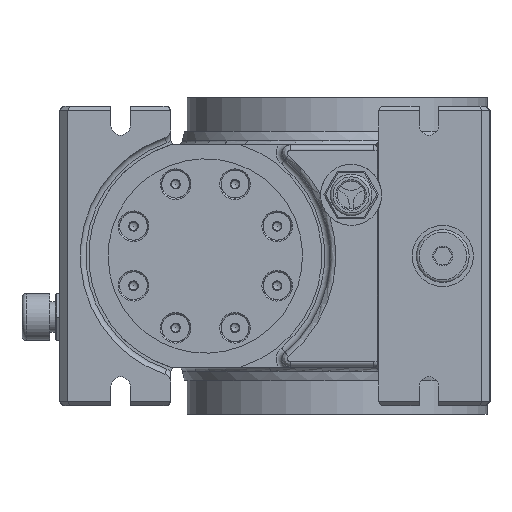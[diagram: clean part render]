
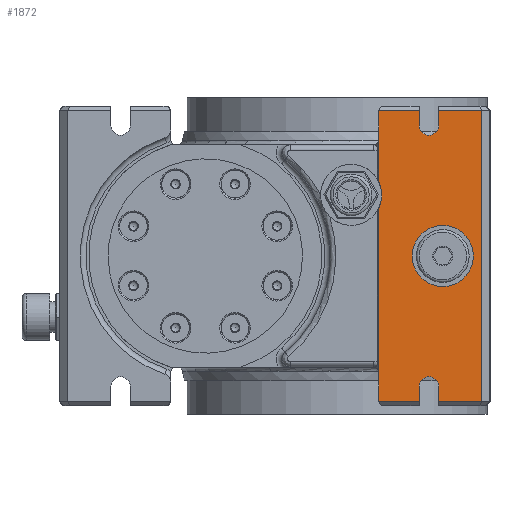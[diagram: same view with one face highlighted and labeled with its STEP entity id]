
A CAD part, left-side view. The second image highlights one B-rep face of the part: STEP entity #1872.
In plain terms, the highlighted planar face has unit normal (-1, 0, 0).
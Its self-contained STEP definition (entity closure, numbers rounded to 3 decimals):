
#1872 = ADVANCED_FACE( '', ( #4806, #4807 ), #4808, .T. );
#4806 = FACE_OUTER_BOUND( '', #9506, .T. );
#4807 = FACE_BOUND( '', #9507, .T. );
#4808 = PLANE( '', #9508 );
#9506 = EDGE_LOOP( '', ( #16986, #16987, #16988, #16989, #16990, #16991, #16992, #16993, #16994, #16995, #16996, #16997, #16998, #16999, #17000, #17001, #17002, #17003 ) );
#9507 = EDGE_LOOP( '', ( #17004 ) );
#9508 = AXIS2_PLACEMENT_3D( '', #17005, #17006, #17007 );
#16986 = ORIENTED_EDGE( '', *, *, #26340, .T. );
#16987 = ORIENTED_EDGE( '', *, *, #26341, .F. );
#16988 = ORIENTED_EDGE( '', *, *, #26342, .T. );
#16989 = ORIENTED_EDGE( '', *, *, #26343, .F. );
#16990 = ORIENTED_EDGE( '', *, *, #26344, .F. );
#16991 = ORIENTED_EDGE( '', *, *, #26345, .F. );
#16992 = ORIENTED_EDGE( '', *, *, #26346, .T. );
#16993 = ORIENTED_EDGE( '', *, *, #26347, .T. );
#16994 = ORIENTED_EDGE( '', *, *, #26348, .F. );
#16995 = ORIENTED_EDGE( '', *, *, #26349, .T. );
#16996 = ORIENTED_EDGE( '', *, *, #26350, .T. );
#16997 = ORIENTED_EDGE( '', *, *, #26351, .T. );
#16998 = ORIENTED_EDGE( '', *, *, #26352, .F. );
#16999 = ORIENTED_EDGE( '', *, *, #26353, .T. );
#17000 = ORIENTED_EDGE( '', *, *, #26354, .F. );
#17001 = ORIENTED_EDGE( '', *, *, #25393, .T. );
#17002 = ORIENTED_EDGE( '', *, *, #26142, .F. );
#17003 = ORIENTED_EDGE( '', *, *, #26355, .T. );
#17004 = ORIENTED_EDGE( '', *, *, #26356, .F. );
#17005 = CARTESIAN_POINT( '', ( 562.897, 217.994, -40. ) );
#17006 = DIRECTION( '', ( -1., 0., 0. ) );
#17007 = DIRECTION( '', ( 0., 0., 1. ) );
#25393 = EDGE_CURVE( '', #29701, #29699, #29702, .T. );
#26142 = EDGE_CURVE( '', #30949, #29699, #30951, .T. );
#26340 = EDGE_CURVE( '', #31283, #31284, #31285, .T. );
#26341 = EDGE_CURVE( '', #31286, #31284, #31287, .T. );
#26342 = EDGE_CURVE( '', #31286, #31288, #31289, .T. );
#26343 = EDGE_CURVE( '', #31290, #31288, #31291, .T. );
#26344 = EDGE_CURVE( '', #31292, #31290, #31293, .T. );
#26345 = EDGE_CURVE( '', #31294, #31292, #31295, .T. );
#26346 = EDGE_CURVE( '', #31294, #31296, #31297, .T. );
#26347 = EDGE_CURVE( '', #31296, #31298, #31299, .T. );
#26348 = EDGE_CURVE( '', #31300, #31298, #31301, .T. );
#26349 = EDGE_CURVE( '', #31300, #31302, #31303, .T. );
#26350 = EDGE_CURVE( '', #31302, #31304, #31305, .T. );
#26351 = EDGE_CURVE( '', #31304, #31306, #31307, .T. );
#26352 = EDGE_CURVE( '', #31308, #31306, #31309, .T. );
#26353 = EDGE_CURVE( '', #31308, #31310, #31311, .T. );
#26354 = EDGE_CURVE( '', #29701, #31310, #31312, .T. );
#26355 = EDGE_CURVE( '', #30949, #31283, #31313, .T. );
#26356 = EDGE_CURVE( '', #31314, #31314, #31315, .T. );
#29699 = VERTEX_POINT( '', #36326 );
#29701 = VERTEX_POINT( '', #36328 );
#29702 = LINE( '', #36329, #36330 );
#30949 = VERTEX_POINT( '', #39033 );
#30951 = CIRCLE( '', #39035, 11. );
#31283 = VERTEX_POINT( '', #40201 );
#31284 = VERTEX_POINT( '', #40202 );
#31285 = LINE( '', #40203, #40204 );
#31286 = VERTEX_POINT( '', #40205 );
#31287 = CIRCLE( '', #40206, 2. );
#31288 = VERTEX_POINT( '', #40207 );
#31289 = LINE( '', #40208, #40209 );
#31290 = VERTEX_POINT( '', #40210 );
#31291 = LINE( '', #40211, #40212 );
#31292 = VERTEX_POINT( '', #40213 );
#31293 = CIRCLE( '', #40214, 3.5 );
#31294 = VERTEX_POINT( '', #40215 );
#31295 = LINE( '', #40216, #40217 );
#31296 = VERTEX_POINT( '', #40218 );
#31297 = LINE( '', #40219, #40220 );
#31298 = VERTEX_POINT( '', #40221 );
#31299 = LINE( '', #40222, #40223 );
#31300 = VERTEX_POINT( '', #40224 );
#31301 = LINE( '', #40225, #40226 );
#31302 = VERTEX_POINT( '', #40227 );
#31303 = LINE( '', #40228, #40229 );
#31304 = VERTEX_POINT( '', #40230 );
#31305 = CIRCLE( '', #40231, 3.5 );
#31306 = VERTEX_POINT( '', #40232 );
#31307 = LINE( '', #40233, #40234 );
#31308 = VERTEX_POINT( '', #40235 );
#31309 = LINE( '', #40236, #40237 );
#31310 = VERTEX_POINT( '', #40238 );
#31311 = CIRCLE( '', #40239, 2. );
#31312 = LINE( '', #40240, #40241 );
#31313 = LINE( '', #40242, #40243 );
#31314 = VERTEX_POINT( '', #40244 );
#31315 = CIRCLE( '', #40245, 11. );
#36326 = CARTESIAN_POINT( '', ( 562.897, 217.994, 26.583 ) );
#36328 = CARTESIAN_POINT( '', ( 562.897, 217.994, 42. ) );
#36329 = CARTESIAN_POINT( '', ( 562.897, 217.994, 0. ) );
#36330 = VECTOR( '', #48322, 1000. );
#39033 = CARTESIAN_POINT( '', ( 562.897, 217.994, 17.417 ) );
#39035 = AXIS2_PLACEMENT_3D( '', #49339, #49340, #49341 );
#40201 = CARTESIAN_POINT( '', ( 562.897, 217.994, -42. ) );
#40202 = CARTESIAN_POINT( '', ( 562.897, 217.994, -52. ) );
#40203 = CARTESIAN_POINT( '', ( 562.897, 217.994, 0. ) );
#40204 = VECTOR( '', #49590, 1000. );
#40205 = CARTESIAN_POINT( '', ( 562.897, 217.931, -52.5 ) );
#40206 = AXIS2_PLACEMENT_3D( '', #49591, #49592, #49593 );
#40207 = CARTESIAN_POINT( '', ( 562.897, 203.494, -52.5 ) );
#40208 = CARTESIAN_POINT( '', ( 562.897, 0., -52.5 ) );
#40209 = VECTOR( '', #49594, 1000. );
#40210 = CARTESIAN_POINT( '', ( 562.897, 203.494, -47. ) );
#40211 = CARTESIAN_POINT( '', ( 562.897, 203.494, 0. ) );
#40212 = VECTOR( '', #49595, 1000. );
#40213 = CARTESIAN_POINT( '', ( 562.897, 196.494, -47. ) );
#40214 = AXIS2_PLACEMENT_3D( '', #49596, #49597, #49598 );
#40215 = CARTESIAN_POINT( '', ( 562.897, 196.494, -52.5 ) );
#40216 = CARTESIAN_POINT( '', ( 562.897, 196.494, 0. ) );
#40217 = VECTOR( '', #49599, 1000. );
#40218 = CARTESIAN_POINT( '', ( 562.897, 180.994, -52.5 ) );
#40219 = CARTESIAN_POINT( '', ( 562.897, 0., -52.5 ) );
#40220 = VECTOR( '', #49600, 1000. );
#40221 = CARTESIAN_POINT( '', ( 562.897, 180.994, 52.5 ) );
#40222 = CARTESIAN_POINT( '', ( 562.897, 180.994, 0. ) );
#40223 = VECTOR( '', #49601, 1000. );
#40224 = CARTESIAN_POINT( '', ( 562.897, 196.494, 52.5 ) );
#40225 = CARTESIAN_POINT( '', ( 562.897, 0., 52.5 ) );
#40226 = VECTOR( '', #49602, 1000. );
#40227 = CARTESIAN_POINT( '', ( 562.897, 196.494, 47. ) );
#40228 = CARTESIAN_POINT( '', ( 562.897, 196.494, 0. ) );
#40229 = VECTOR( '', #49603, 1000. );
#40230 = CARTESIAN_POINT( '', ( 562.897, 203.494, 47. ) );
#40231 = AXIS2_PLACEMENT_3D( '', #49604, #49605, #49606 );
#40232 = CARTESIAN_POINT( '', ( 562.897, 203.494, 52.5 ) );
#40233 = CARTESIAN_POINT( '', ( 562.897, 203.494, 0. ) );
#40234 = VECTOR( '', #49607, 1000. );
#40235 = CARTESIAN_POINT( '', ( 562.897, 217.931, 52.5 ) );
#40236 = CARTESIAN_POINT( '', ( 562.897, 0., 52.5 ) );
#40237 = VECTOR( '', #49608, 1000. );
#40238 = CARTESIAN_POINT( '', ( 562.897, 217.994, 52. ) );
#40239 = AXIS2_PLACEMENT_3D( '', #49609, #49610, #49611 );
#40240 = CARTESIAN_POINT( '', ( 562.897, 217.994, 0. ) );
#40241 = VECTOR( '', #49612, 1000. );
#40242 = CARTESIAN_POINT( '', ( 562.897, 217.994, 0. ) );
#40243 = VECTOR( '', #49613, 1000. );
#40244 = CARTESIAN_POINT( '', ( 562.897, 183.994, 0. ) );
#40245 = AXIS2_PLACEMENT_3D( '', #49614, #49615, #49616 );
#48322 = DIRECTION( '', ( 0., 0., -1. ) );
#49339 = CARTESIAN_POINT( '', ( 562.897, 227.994, 22. ) );
#49340 = DIRECTION( '', ( -1., 0., 0. ) );
#49341 = DIRECTION( '', ( 0., -1., 0. ) );
#49590 = DIRECTION( '', ( 0., 0., -1. ) );
#49591 = CARTESIAN_POINT( '', ( 562.897, 215.994, -52. ) );
#49592 = DIRECTION( '', ( 1., 0., 0. ) );
#49593 = DIRECTION( '', ( 0., -1., 0. ) );
#49594 = DIRECTION( '', ( 0., -1., 0. ) );
#49595 = DIRECTION( '', ( 0., 0., -1. ) );
#49596 = CARTESIAN_POINT( '', ( 562.897, 199.994, -47. ) );
#49597 = DIRECTION( '', ( -1., 0., 0. ) );
#49598 = DIRECTION( '', ( 0., -1., 0. ) );
#49599 = DIRECTION( '', ( 0., 0., 1. ) );
#49600 = DIRECTION( '', ( 0., -1., 0. ) );
#49601 = DIRECTION( '', ( 0., 0., 1. ) );
#49602 = DIRECTION( '', ( 0., -1., 0. ) );
#49603 = DIRECTION( '', ( 0., 0., -1. ) );
#49604 = CARTESIAN_POINT( '', ( 562.897, 199.994, 47. ) );
#49605 = DIRECTION( '', ( 1., 0., 0. ) );
#49606 = DIRECTION( '', ( 0., -1., 0. ) );
#49607 = DIRECTION( '', ( 0., 0., 1. ) );
#49608 = DIRECTION( '', ( 0., -1., 0. ) );
#49609 = CARTESIAN_POINT( '', ( 562.897, 215.994, 52. ) );
#49610 = DIRECTION( '', ( -1., 0., 0. ) );
#49611 = DIRECTION( '', ( 0., -1., 0. ) );
#49612 = DIRECTION( '', ( 0., 0., 1. ) );
#49613 = DIRECTION( '', ( 0., 0., -1. ) );
#49614 = CARTESIAN_POINT( '', ( 562.897, 194.994, 0. ) );
#49615 = DIRECTION( '', ( -1., 0., 0. ) );
#49616 = DIRECTION( '', ( 0., -1., 0. ) );
